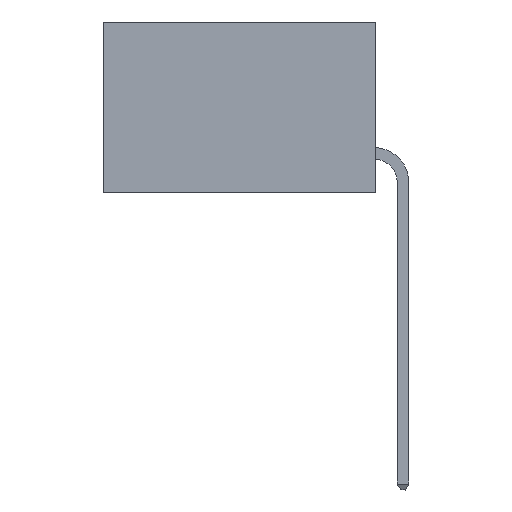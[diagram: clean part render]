
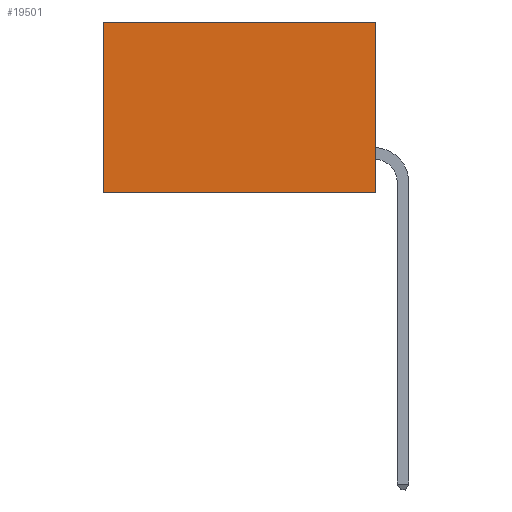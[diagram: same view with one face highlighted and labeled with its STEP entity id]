
A CAD part, left-side view. The second image highlights one B-rep face of the part: STEP entity #19501.
In plain terms, the highlighted planar face has unit normal (-1, 0, 0).
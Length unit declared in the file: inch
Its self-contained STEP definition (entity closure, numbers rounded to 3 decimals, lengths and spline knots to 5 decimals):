
#545 = CARTESIAN_POINT ( 'NONE',  ( 0.277, 0.59, -0.37 ) ) ;
#2001 = LINE ( 'NONE', #26585, #2743 ) ;
#2417 = AXIS2_PLACEMENT_3D ( 'NONE', #19341, #21595, #7937 ) ;
#2743 = VECTOR ( 'NONE', #26686, 39.37008 ) ;
#2768 = CARTESIAN_POINT ( 'NONE',  ( 0.277, 0.59, 0. ) ) ;
#3930 = VECTOR ( 'NONE', #15413, 39.37008 ) ;
#4487 = EDGE_CURVE ( 'NONE', #17810, #10588, #10252, .T. ) ;
#4832 = FACE_OUTER_BOUND ( 'NONE', #27340, .T. ) ;
#5525 = VECTOR ( 'NONE', #8696, 39.37008 ) ;
#6570 = EDGE_CURVE ( 'NONE', #17810, #12449, #17704, .T. ) ;
#7937 = DIRECTION ( 'NONE',  ( 0., 0., -1. ) ) ;
#8696 = DIRECTION ( 'NONE',  ( 0., 0., -1. ) ) ;
#8757 = CARTESIAN_POINT ( 'NONE',  ( 0.277, 0., -0.37 ) ) ;
#9431 = EDGE_CURVE ( 'NONE', #12449, #19989, #2001, .T. ) ;
#10252 = LINE ( 'NONE', #13198, #10969 ) ;
#10588 = VERTEX_POINT ( 'NONE', #2768 ) ;
#10951 = CARTESIAN_POINT ( 'NONE',  ( 0.277, 0., -0.37 ) ) ;
#10969 = VECTOR ( 'NONE', #13842, 39.37008 ) ;
#12449 = VERTEX_POINT ( 'NONE', #10951 ) ;
#13127 = CARTESIAN_POINT ( 'NONE',  ( 0.277, 0.59, -0.37 ) ) ;
#13198 = CARTESIAN_POINT ( 'NONE',  ( 0.277, 0., 0. ) ) ;
#13842 = DIRECTION ( 'NONE',  ( 0., 1., 0. ) ) ;
#15413 = DIRECTION ( 'NONE',  ( 0., 0., -1. ) ) ;
#16607 = ORIENTED_EDGE ( 'NONE', *, *, #9431, .F. ) ;
#17034 = PLANE ( 'NONE',  #2417 ) ;
#17704 = LINE ( 'NONE', #8757, #5525 ) ;
#17810 = VERTEX_POINT ( 'NONE', #26734 ) ;
#19235 = ORIENTED_EDGE ( 'NONE', *, *, #28867, .T. ) ;
#19341 = CARTESIAN_POINT ( 'NONE',  ( 0.277, 0., -0.37 ) ) ;
#19501 = ADVANCED_FACE ( 'NONE', ( #4832 ), #17034, .F. ) ;
#19989 = VERTEX_POINT ( 'NONE', #545 ) ;
#21595 = DIRECTION ( 'NONE',  ( 1., 0., 0. ) ) ;
#22022 = ORIENTED_EDGE ( 'NONE', *, *, #6570, .F. ) ;
#22179 = LINE ( 'NONE', #13127, #3930 ) ;
#26585 = CARTESIAN_POINT ( 'NONE',  ( 0.277, 0., -0.37 ) ) ;
#26686 = DIRECTION ( 'NONE',  ( 0., 1., 0. ) ) ;
#26734 = CARTESIAN_POINT ( 'NONE',  ( 0.277, 0., 0. ) ) ;
#27340 = EDGE_LOOP ( 'NONE', ( #19235, #16607, #22022, #29418 ) ) ;
#28867 = EDGE_CURVE ( 'NONE', #10588, #19989, #22179, .T. ) ;
#29418 = ORIENTED_EDGE ( 'NONE', *, *, #4487, .T. ) ;
